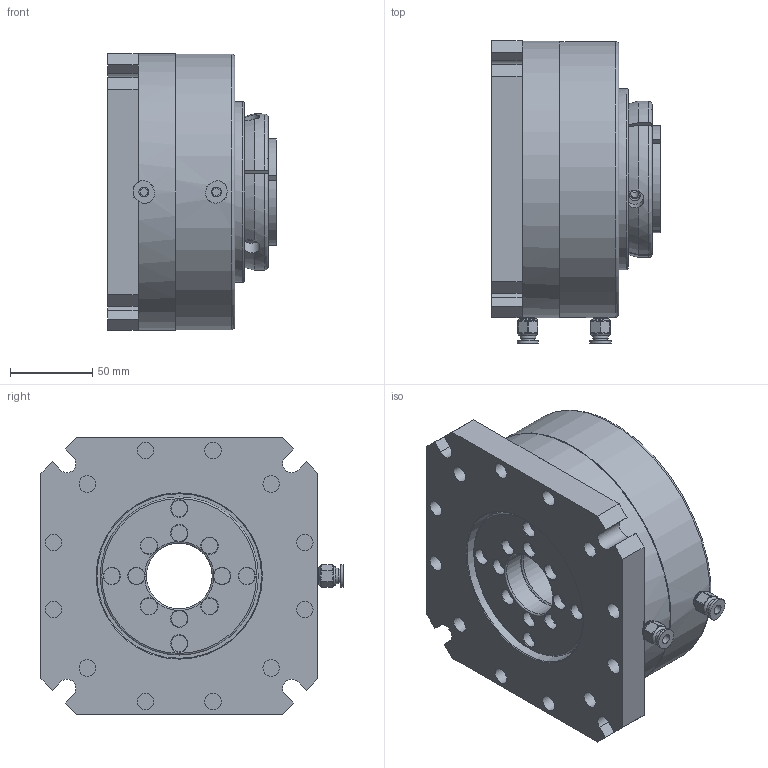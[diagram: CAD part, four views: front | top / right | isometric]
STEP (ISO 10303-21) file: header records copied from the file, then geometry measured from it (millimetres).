
FILE_DESCRIPTION (( 'STEP AP214' ), '1' );
FILE_NAME ('DAS-40-A+C-40-3k.STEP', '2024-10-12T07:38:02', ( '' ), ( '' ), 'SwSTEP 2.0', 'SolidWorks 2023', '' );
FILE_SCHEMA (( 'AUTOMOTIVE_DESIGN' ));
Length unit declared in the file: millimetre
Products named in the file (3): C-40-3k; DAS-40-A; DAS-40-A+C-40-3k
Assembly tree (2 placements, depth 2):
  DAS-40-A+C-40-3k
    DAS-40-A
    C-40-3k
Bounding box: 102.5 x 183.5 x 168 mm (x, y, z)
Volume: 1738774.7 mm3; surface area: 172087.2 mm2
Topology: 6 solids, 39 shells, 594 faces, 1373 edges, 809 vertices
Faces by surface type: cylinder 212, plane 211, bspline 58, cone 46, torus 43, sphere 24
Full cylindrical faces by diameter (mm): 4.2 x12, 5 x3, 5.5 x12, 6 x2, 6.6 x3, 8 x2, 9.093 x2, 9.5 x2, 10 x24, 11 x3, 11.8 x12, 40 x2, 48 x1, 96 x1, 100 x1, 110 x2, 111 x1, 168 x2
Entity records: 26811 total; most frequent: CARTESIAN_POINT 8625, DIRECTION 2548, ORIENTED_EDGE 2186, EDGE_CURVE 1093, AXIS2_PLACEMENT_3D 1082, EDGE_LOOP 771, VERTEX_POINT 740, FACE_OUTER_BOUND 698
